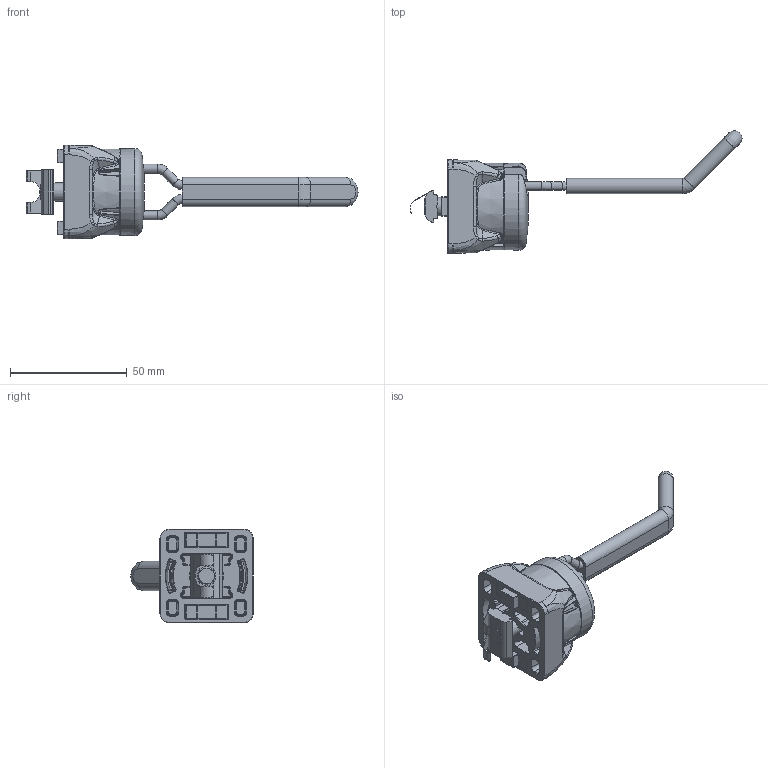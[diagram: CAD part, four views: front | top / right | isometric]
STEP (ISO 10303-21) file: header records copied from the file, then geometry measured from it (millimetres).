
FILE_DESCRIPTION(/* description */ ('KriTec Haken 10 90x10 Raster 40/ 45/ 50/ 60, schwarz'),/* implementation_level */ '2;1');
FILE_NAME(/* name */ '81307_KriTec_Haken_10_90x10_Raster_40_45_50_60_schwarz.stp',/* time_stamp */ '2021-01-14T16:23:19+01:00',/* author */ ('Nell'),/* organization */ (''),/* preprocessor_version */ 'ST-DEVELOPER v17',/* originating_system */ 'Autodesk Inventor 2018',/* authorisation */ '');
FILE_SCHEMA (('AUTOMOTIVE_DESIGN { 1 0 10303 214 3 1 1 }'));
Length unit declared in the file: millimetre
Products named in the file (8): 81307; 22001_3; 22001_2; 22001_1; 22001_5; 22001_4; 22001_6; 81028
Assembly tree (8 placements, depth 2):
  81307
    22001_3
    22001_2
    22001_1
    22001_5
    22001_4  x2
    22001_6
    81028
Bounding box: 142.23 x 52.51 x 40 mm (x, y, z)
Volume: 44862.5 mm3; surface area: 25739.3 mm2
Topology: 8 solids, 8 shells, 2284 faces, 5329 edges, 2989 vertices
Faces by surface type: bspline 899, cylinder 611, plane 386, torus 157, sphere 133, cone 98
Full cylindrical faces by diameter (mm): 3.8 x8, 6.8 x1, 8 x1, 13 x1
Entity records: 104773 total; most frequent: CARTESIAN_POINT 59604, ORIENTED_EDGE 10014, DIRECTION 9008, EDGE_CURVE 5007, AXIS2_PLACEMENT_3D 3903, VERTEX_POINT 2861, EDGE_LOOP 2190, FACE_OUTER_BOUND 2170
